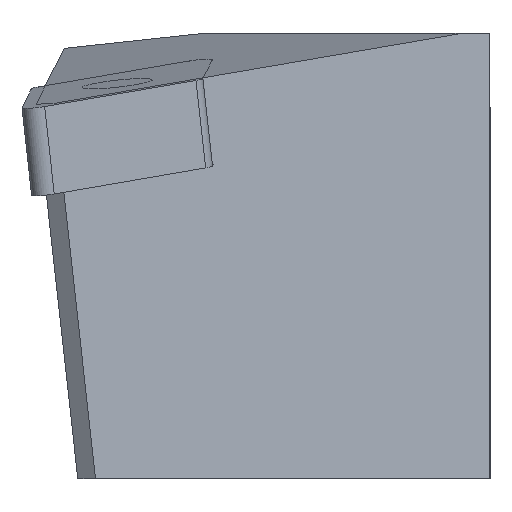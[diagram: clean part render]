
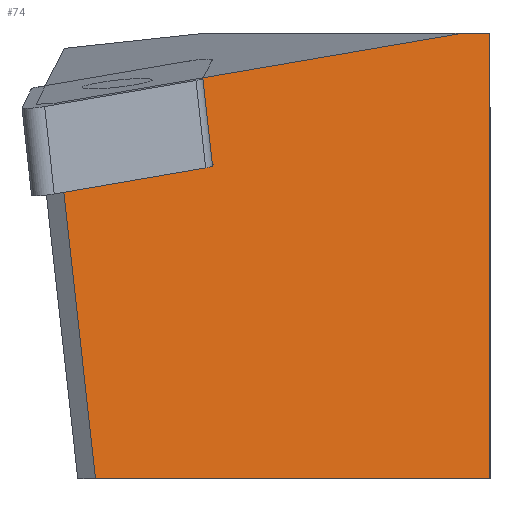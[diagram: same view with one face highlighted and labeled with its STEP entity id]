
A CAD part, left-side view. The second image highlights one B-rep face of the part: STEP entity #74.
In plain terms, the highlighted planar face has unit normal (-0.85, -0.526, -0.027).
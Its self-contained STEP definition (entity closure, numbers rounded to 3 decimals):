
#74=ADVANCED_FACE('',(#117),#99,.T.);
#99=PLANE('',#481);
#117=FACE_OUTER_BOUND('',#139,.T.);
#139=EDGE_LOOP('',(#180,#181,#182,#183,#184));
#180=ORIENTED_EDGE('',*,*,#338,.F.);
#181=ORIENTED_EDGE('',*,*,#337,.F.);
#182=ORIENTED_EDGE('',*,*,#339,.T.);
#183=ORIENTED_EDGE('',*,*,#340,.F.);
#184=ORIENTED_EDGE('',*,*,#341,.F.);
#292=VERTEX_POINT('',#662);
#295=VERTEX_POINT('',#669);
#296=VERTEX_POINT('',#673);
#297=VERTEX_POINT('',#675);
#298=VERTEX_POINT('',#677);
#337=EDGE_CURVE('',#295,#292,#396,.T.);
#338=EDGE_CURVE('',#292,#296,#397,.T.);
#339=EDGE_CURVE('',#295,#297,#398,.T.);
#340=EDGE_CURVE('',#298,#297,#399,.T.);
#341=EDGE_CURVE('',#296,#298,#400,.T.);
#396=LINE('',#670,#442);
#397=LINE('',#672,#443);
#398=LINE('',#674,#444);
#399=LINE('',#676,#445);
#400=LINE('',#678,#446);
#442=VECTOR('',#536,1.);
#443=VECTOR('',#539,1.);
#444=VECTOR('',#540,1.);
#445=VECTOR('',#541,1.);
#446=VECTOR('',#542,1.);
#481=AXIS2_PLACEMENT_3D('',#679,#543,#544);
#536=DIRECTION('',(0.032,0.,-0.999));
#539=DIRECTION('',(-0.526,0.851,0.));
#540=DIRECTION('',(-0.526,0.851,0.));
#541=DIRECTION('',(0.517,-0.844,0.145));
#542=DIRECTION('',(-0.099,0.109,0.989));
#543=DIRECTION('',(-0.85,-0.526,-0.027));
#544=DIRECTION('',(-0.526,0.851,0.));
#662=CARTESIAN_POINT('',(17.128,-25.292,-19.828));
#669=CARTESIAN_POINT('',(16.366,-25.292,4.172));
#670=CARTESIAN_POINT('',(16.477,-25.292,0.702));
#672=CARTESIAN_POINT('',(1.805,-0.508,-19.828));
#673=CARTESIAN_POINT('',(3.988,-4.039,-19.828));
#674=CARTESIAN_POINT('',(1.254,-0.848,4.172));
#675=CARTESIAN_POINT('',(15.435,-23.785,4.172));
#676=CARTESIAN_POINT('',(1.345,-0.792,0.222));
#677=CARTESIAN_POINT('',(1.965,-1.805,0.396));
#678=CARTESIAN_POINT('',(1.965,-1.805,0.396));
#679=CARTESIAN_POINT('',(1.345,-0.792,0.222));
